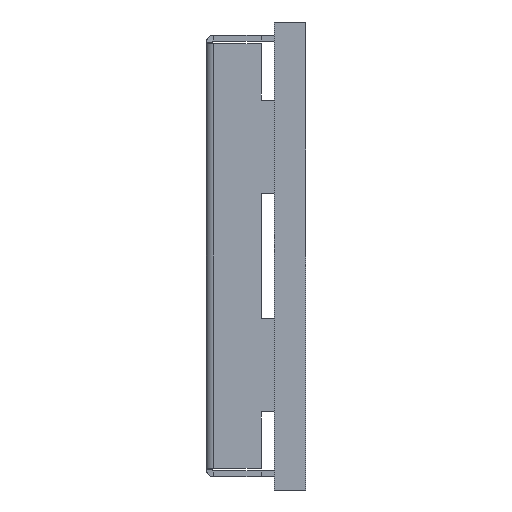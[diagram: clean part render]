
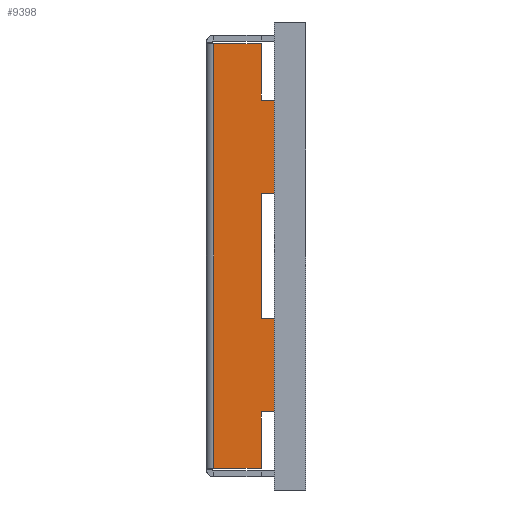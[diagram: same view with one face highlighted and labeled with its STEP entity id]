
A CAD part, left-side view. The second image highlights one B-rep face of the part: STEP entity #9398.
In plain terms, the highlighted planar face has unit normal (-1, 0, 0).
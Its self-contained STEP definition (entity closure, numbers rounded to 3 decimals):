
#8649=CARTESIAN_POINT('',(-7.536,0.82,4.066));
#8650=VERTEX_POINT('',#8649);
#8659=CARTESIAN_POINT('',(-7.536,0.82,1.635));
#8660=VERTEX_POINT('',#8659);
#8661=CARTESIAN_POINT('',(-7.536,0.82,4.066));
#8662=DIRECTION('',(-0.,-0.,-1.));
#8663=VECTOR('',#8662,2.431);
#8664=LINE('',#8661,#8663);
#8665=EDGE_CURVE('NONE',#8650,#8660,#8664,.T.);
#9161=CARTESIAN_POINT('',(-7.536,2.4,5.534));
#9162=VERTEX_POINT('',#9161);
#9228=CARTESIAN_POINT('',(-7.536,2.4,-5.534));
#9229=VERTEX_POINT('',#9228);
#9262=CARTESIAN_POINT('',(-7.536,2.4,-5.534));
#9263=DIRECTION('',(-0.,-0.,1.));
#9264=VECTOR('',#9263,11.067);
#9265=LINE('',#9262,#9264);
#9266=EDGE_CURVE('NONE',#9229,#9162,#9265,.T.);
#9294=CARTESIAN_POINT('',(-7.536,1.167,5.534));
#9295=VERTEX_POINT('',#9294);
#9311=CARTESIAN_POINT('',(-7.536,2.4,5.534));
#9312=DIRECTION('',(0.,-1.,0.));
#9313=VECTOR('',#9312,1.233);
#9314=LINE('',#9311,#9313);
#9315=EDGE_CURVE('NONE',#9162,#9295,#9314,.T.);
#9320=CARTESIAN_POINT('',(-7.536,0.,0.));
#9321=DIRECTION('',(1.,-0.,0.));
#9322=DIRECTION('',(0.,1.,0.));
#9323=AXIS2_PLACEMENT_3D('',#9320,#9321,#9322);
#9324=PLANE('',#9323);
#9325=CARTESIAN_POINT('',(-7.536,1.167,4.066));
#9326=VERTEX_POINT('',#9325);
#9327=CARTESIAN_POINT('',(-7.536,0.82,4.066));
#9328=DIRECTION('',(0.,1.,0.));
#9329=VECTOR('',#9328,0.347);
#9330=LINE('',#9327,#9329);
#9331=EDGE_CURVE('NONE',#8650,#9326,#9330,.T.);
#9332=ORIENTED_EDGE('',*,*,#9331,.T.);
#9333=CARTESIAN_POINT('',(-7.536,1.167,4.066));
#9334=DIRECTION('',(0.,0.,1.));
#9335=VECTOR('',#9334,1.468);
#9336=LINE('',#9333,#9335);
#9337=EDGE_CURVE('NONE',#9326,#9295,#9336,.T.);
#9338=ORIENTED_EDGE('',*,*,#9337,.T.);
#9339=ORIENTED_EDGE('',*,*,#9315,.F.);
#9340=ORIENTED_EDGE('',*,*,#9266,.F.);
#9341=CARTESIAN_POINT('',(-7.536,1.167,-5.534));
#9342=VERTEX_POINT('',#9341);
#9343=CARTESIAN_POINT('',(-7.536,2.4,-5.534));
#9344=DIRECTION('',(-0.,-1.,-0.));
#9345=VECTOR('',#9344,1.233);
#9346=LINE('',#9343,#9345);
#9347=EDGE_CURVE('NONE',#9229,#9342,#9346,.T.);
#9348=ORIENTED_EDGE('',*,*,#9347,.T.);
#9349=CARTESIAN_POINT('',(-7.536,1.167,-4.066));
#9350=VERTEX_POINT('',#9349);
#9351=CARTESIAN_POINT('',(-7.536,1.167,-5.534));
#9352=DIRECTION('',(0.,0.,1.));
#9353=VECTOR('',#9352,1.468);
#9354=LINE('',#9351,#9353);
#9355=EDGE_CURVE('NONE',#9342,#9350,#9354,.T.);
#9356=ORIENTED_EDGE('',*,*,#9355,.T.);
#9357=CARTESIAN_POINT('',(-7.536,0.82,-4.066));
#9358=VERTEX_POINT('',#9357);
#9359=CARTESIAN_POINT('',(-7.536,1.167,-4.066));
#9360=DIRECTION('',(-0.,-1.,-0.));
#9361=VECTOR('',#9360,0.347);
#9362=LINE('',#9359,#9361);
#9363=EDGE_CURVE('NONE',#9350,#9358,#9362,.T.);
#9364=ORIENTED_EDGE('',*,*,#9363,.T.);
#9365=CARTESIAN_POINT('',(-7.536,0.82,-1.635));
#9366=VERTEX_POINT('',#9365);
#9367=CARTESIAN_POINT('',(-7.536,0.82,-1.635));
#9368=DIRECTION('',(-0.,-0.,-1.));
#9369=VECTOR('',#9368,2.431);
#9370=LINE('',#9367,#9369);
#9371=EDGE_CURVE('NONE',#9366,#9358,#9370,.T.);
#9372=ORIENTED_EDGE('',*,*,#9371,.F.);
#9373=CARTESIAN_POINT('',(-7.536,1.167,-1.635));
#9374=VERTEX_POINT('',#9373);
#9375=CARTESIAN_POINT('',(-7.536,0.82,-1.635));
#9376=DIRECTION('',(0.,1.,0.));
#9377=VECTOR('',#9376,0.347);
#9378=LINE('',#9375,#9377);
#9379=EDGE_CURVE('NONE',#9366,#9374,#9378,.T.);
#9380=ORIENTED_EDGE('',*,*,#9379,.T.);
#9381=CARTESIAN_POINT('',(-7.536,1.167,1.635));
#9382=VERTEX_POINT('',#9381);
#9383=CARTESIAN_POINT('',(-7.536,1.167,-1.635));
#9384=DIRECTION('',(0.,0.,1.));
#9385=VECTOR('',#9384,3.27);
#9386=LINE('',#9383,#9385);
#9387=EDGE_CURVE('NONE',#9374,#9382,#9386,.T.);
#9388=ORIENTED_EDGE('',*,*,#9387,.T.);
#9389=CARTESIAN_POINT('',(-7.536,1.167,1.635));
#9390=DIRECTION('',(-0.,-1.,-0.));
#9391=VECTOR('',#9390,0.347);
#9392=LINE('',#9389,#9391);
#9393=EDGE_CURVE('NONE',#9382,#8660,#9392,.T.);
#9394=ORIENTED_EDGE('',*,*,#9393,.T.);
#9395=ORIENTED_EDGE('',*,*,#8665,.F.);
#9396=EDGE_LOOP('',(#9332,#9338,#9339,#9340,#9348,#9356,#9364,#9372,#9380,#9388,#9394,#9395));
#9397=FACE_BOUND('',#9396,.T.);
#9398=ADVANCED_FACE('NONE',(#9397),#9324,.F.);
